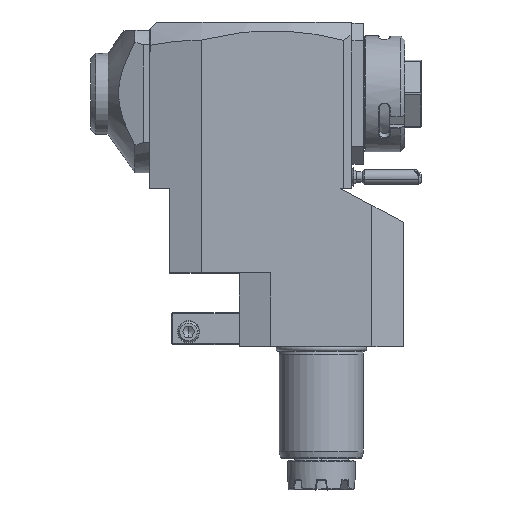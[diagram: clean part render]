
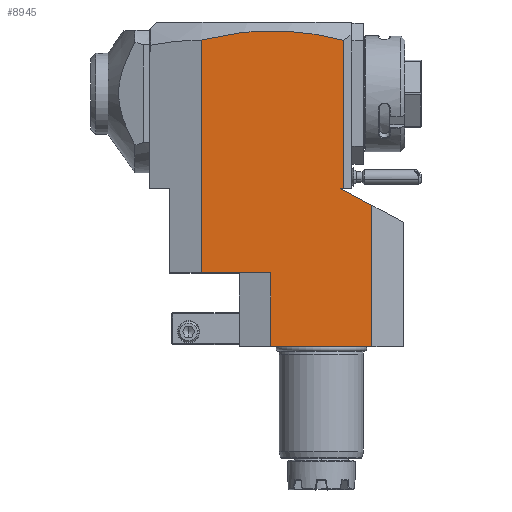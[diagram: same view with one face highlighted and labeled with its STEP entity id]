
A CAD part, top view. The second image highlights one B-rep face of the part: STEP entity #8945.
In plain terms, the highlighted planar face has unit normal (0, 0, 1).
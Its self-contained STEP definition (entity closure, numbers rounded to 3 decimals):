
#17=DIRECTION('',(-1.,0.,0.));
#18=VECTOR('',#17,48.);
#19=CARTESIAN_POINT('',(24.,0.,37.5));
#20=LINE('',#19,#18);
#63=DIRECTION('',(0.,-1.,0.));
#64=VECTOR('',#63,70.258);
#65=CARTESIAN_POINT('',(10.5,145.258,37.5));
#66=LINE('',#65,#64);
#67=DIRECTION('',(-1.,0.,0.));
#68=VECTOR('',#67,1.592);
#69=CARTESIAN_POINT('',(10.5,75.,37.5));
#70=LINE('',#69,#68);
#71=DIRECTION('',(-0.883,0.469,0.));
#72=VECTOR('',#71,17.092);
#73=CARTESIAN_POINT('',(24.,66.976,37.5));
#74=LINE('',#73,#72);
#75=CARTESIAN_POINT('',(-57.,145.435,37.5));
#76=CARTESIAN_POINT('',(-51.371,146.939,37.5));
#77=CARTESIAN_POINT('',(-40.115,149.162,37.5));
#78=CARTESIAN_POINT('',(-23.238,150.233,37.5));
#79=CARTESIAN_POINT('',(-6.365,149.072,37.5));
#80=CARTESIAN_POINT('',(4.879,146.791,37.5));
#81=CARTESIAN_POINT('',(10.5,145.258,37.5));
#2291=DIRECTION('',(0.,-1.,0.));
#2292=VECTOR('',#2291,110.435);
#2293=CARTESIAN_POINT('',(-57.,145.435,37.5));
#2294=LINE('',#2293,#2292);
#2311=DIRECTION('',(1.,0.,0.));
#2312=VECTOR('',#2311,33.);
#2313=CARTESIAN_POINT('',(-57.,35.,37.5));
#2314=LINE('',#2313,#2312);
#2936=DIRECTION('',(0.,-1.,0.));
#2937=VECTOR('',#2936,35.);
#2938=CARTESIAN_POINT('',(-24.,35.,37.5));
#2939=LINE('',#2938,#2937);
#4960=DIRECTION('',(0.,1.,0.));
#4961=VECTOR('',#4960,66.976);
#4962=CARTESIAN_POINT('',(24.,0.,37.5));
#4963=LINE('',#4962,#4961);
#8254=VERTEX_POINT('',#75);
#8255=VERTEX_POINT('',#81);
#8628=CARTESIAN_POINT('',(24.,0.,37.5));
#8629=VERTEX_POINT('',#8628);
#8630=CARTESIAN_POINT('',(-24.,0.,37.5));
#8631=VERTEX_POINT('',#8630);
#8664=CARTESIAN_POINT('',(-57.,35.,37.5));
#8666=VERTEX_POINT('',#8664);
#8678=CARTESIAN_POINT('',(10.5,75.,37.5));
#8679=VERTEX_POINT('',#8678);
#8686=CARTESIAN_POINT('',(24.,66.976,37.5));
#8687=VERTEX_POINT('',#8686);
#8834=CARTESIAN_POINT('',(8.908,75.,37.5));
#8835=VERTEX_POINT('',#8834);
#8838=CARTESIAN_POINT('',(-24.,35.,37.5));
#8839=VERTEX_POINT('',#8838);
#8922=CARTESIAN_POINT('',(-39.202,35.,37.5));
#8923=DIRECTION('',(0.,0.,1.));
#8924=DIRECTION('',(1.,0.,0.));
#8925=AXIS2_PLACEMENT_3D('',#8922,#8923,#8924);
#8926=PLANE('',#8925);
#8928=ORIENTED_EDGE('',*,*,#8927,.T.);
#8929=ORIENTED_EDGE('',*,*,#8908,.T.);
#8931=ORIENTED_EDGE('',*,*,#8930,.F.);
#8933=ORIENTED_EDGE('',*,*,#8932,.F.);
#8934=ORIENTED_EDGE('',*,*,#8855,.T.);
#8936=ORIENTED_EDGE('',*,*,#8935,.F.);
#8938=ORIENTED_EDGE('',*,*,#8937,.F.);
#8940=ORIENTED_EDGE('',*,*,#8939,.F.);
#8942=ORIENTED_EDGE('',*,*,#8941,.T.);
#8943=EDGE_LOOP('',(#8928,#8929,#8931,#8933,#8934,#8936,#8938,#8940,#8942));
#8944=FACE_OUTER_BOUND('',#8943,.F.);
#82=B_SPLINE_CURVE_WITH_KNOTS('',3,(#75,#76,#77,#78,#79,#80,#81),.UNSPECIFIED.,
.F.,.F.,(4,1,1,1,4),(0.,0.25,0.5,0.75,1.),.UNSPECIFIED.);
#8855=EDGE_CURVE('',#8629,#8631,#20,.T.);
#8908=EDGE_CURVE('',#8679,#8835,#70,.T.);
#8927=EDGE_CURVE('',#8255,#8679,#66,.T.);
#8930=EDGE_CURVE('',#8687,#8835,#74,.T.);
#8932=EDGE_CURVE('',#8629,#8687,#4963,.T.);
#8935=EDGE_CURVE('',#8839,#8631,#2939,.T.);
#8937=EDGE_CURVE('',#8666,#8839,#2314,.T.);
#8939=EDGE_CURVE('',#8254,#8666,#2294,.T.);
#8941=EDGE_CURVE('',#8254,#8255,#82,.T.);
#8945=ADVANCED_FACE('',(#8944),#8926,.T.);
